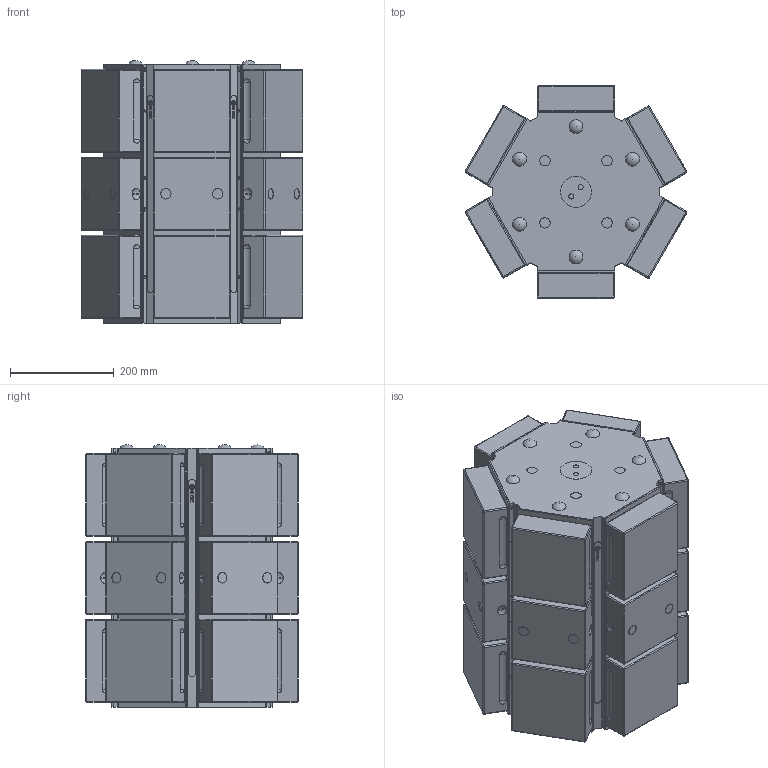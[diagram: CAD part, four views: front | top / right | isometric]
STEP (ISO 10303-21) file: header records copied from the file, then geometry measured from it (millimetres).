
FILE_DESCRIPTION((''),'2;1');
FILE_NAME('5ML1550-61.stp','2014-05-01T16:04:27',('Dayne Stauffer'),(''),'Autodesk Inventor 2013','Autodesk Inventor 2013','');
FILE_SCHEMA(('AUTOMOTIVE_DESIGN { 1 0 10303 214 1 1 1 1 }'));
Length unit declared in the file: millimetre
Products named in the file (6): 5ML1550-61; 5CLM1550-61; 5CP1550-ST; 5DS1550-15-50; 5FJ1550-15-50; 5MJ1550-15-50
Assembly tree (16 placements, depth 3):
  5ML1550-61
    5CLM1550-61
    5CP1550-ST  x6
    5DS1550-15-50  x6
      5FJ1550-15-50
      5MJ1550-15-50
Bounding box: 427.97 x 410 x 507.2 mm (x, y, z)
Volume: 54324233 mm3; surface area: 3440740.7 mm2
Topology: 25 solids, 25 shells, 9854 faces, 26642 edges, 17514 vertices
Faces by surface type: plane 7911, bspline 963, cylinder 690, sphere 222, cone 68
Full cylindrical faces by diameter (mm): 4.917 x4, 8.5 x12, 8.65 x12, 10 x2, 10.106 x6, 10.325 x36, 10.5 x12, 11 x36, 13.5 x4, 17 x24, 18 x24, 18.15 x36, 19.1 x4, 20 x28, 23 x4, 26.97 x36, 49.88 x1, 59.98 x1
Entity records: 96162 total; most frequent: CARTESIAN_POINT 25504, ORIENTED_EDGE 14688, DIRECTION 11642, EDGE_CURVE 7344, VECTOR 5326, LINE 5326, VERTEX_POINT 5022, EDGE_LOOP 3686
